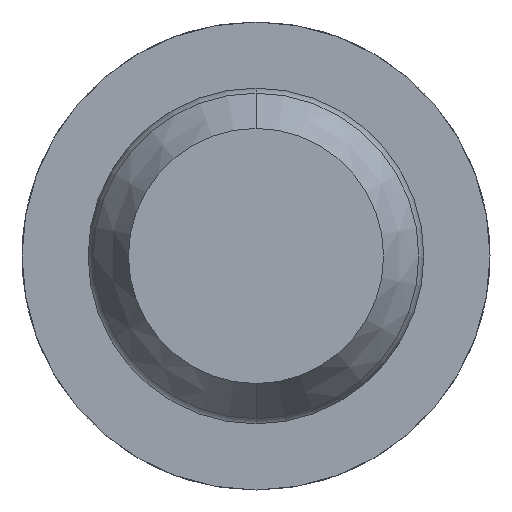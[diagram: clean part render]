
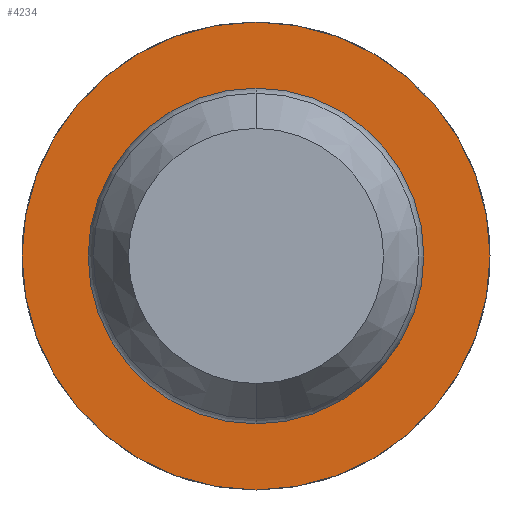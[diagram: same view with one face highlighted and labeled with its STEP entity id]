
A CAD part, front view. The second image highlights one B-rep face of the part: STEP entity #4234.
In plain terms, the highlighted planar face has unit normal (0, -1, 0).
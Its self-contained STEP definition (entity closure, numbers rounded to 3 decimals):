
#208 = DIRECTION ( 'NONE',  ( 0., 0., 1. ) ) ;
#394 = PLANE ( 'NONE',  #3002 ) ;
#486 = CIRCLE ( 'NONE', #1276, 0.825 ) ;
#528 = CARTESIAN_POINT ( 'NONE',  ( 0., -10., 0.825 ) ) ;
#529 = DIRECTION ( 'NONE',  ( 0., 0., 1. ) ) ;
#536 = DIRECTION ( 'NONE',  ( 0., 1., 0. ) ) ;
#611 = CARTESIAN_POINT ( 'NONE',  ( 0., -10., 0. ) ) ;
#635 = DIRECTION ( 'NONE',  ( 0., 1., 0. ) ) ;
#654 = CIRCLE ( 'NONE', #2981, 0.825 ) ;
#719 = VERTEX_POINT ( 'NONE', #4621 ) ;
#833 = VERTEX_POINT ( 'NONE', #1772 ) ;
#880 = CIRCLE ( 'NONE', #2706, 1.15 ) ;
#889 = CARTESIAN_POINT ( 'NONE',  ( 0., -10., 0. ) ) ;
#930 = DIRECTION ( 'NONE',  ( 0., 0., 1. ) ) ;
#938 = FACE_BOUND ( 'NONE', #2332, .T. ) ;
#1031 = EDGE_CURVE ( 'Defeature ausgef�hrt2_7+Defeature ausgef�hrt2_8+Defeature ausgef�hrt2_8+Defeature ausgef�hrt2_8', #4449, #1290, #654, .T. ) ;
#1095 = FACE_OUTER_BOUND ( 'NONE', #2167, .T. ) ;
#1101 = CARTESIAN_POINT ( 'NONE',  ( 0., -10., -0.825 ) ) ;
#1276 = AXIS2_PLACEMENT_3D ( 'NONE', #611, #1729, #208 ) ;
#1290 = VERTEX_POINT ( 'NONE', #1101 ) ;
#1371 = ORIENTED_EDGE ( 'NONE', *, *, #4082, .T. ) ;
#1512 = CARTESIAN_POINT ( 'NONE',  ( 1.15, -10., 0. ) ) ;
#1729 = DIRECTION ( 'NONE',  ( 0., 1., 0. ) ) ;
#1772 = CARTESIAN_POINT ( 'NONE',  ( 0., -10., 1.15 ) ) ;
#1872 = DIRECTION ( 'NONE',  ( 0., 0., 1. ) ) ;
#2128 = DIRECTION ( 'NONE',  ( 0., 0., 1. ) ) ;
#2167 = EDGE_LOOP ( 'NONE', ( #2740, #4339 ) ) ;
#2332 = EDGE_LOOP ( 'NONE', ( #4694, #1371 ) ) ;
#2576 = AXIS2_PLACEMENT_3D ( 'NONE', #2827, #635, #2128 ) ;
#2706 = AXIS2_PLACEMENT_3D ( 'NONE', #2796, #536, #930 ) ;
#2740 = ORIENTED_EDGE ( 'NONE', *, *, #4639, .F. ) ;
#2756 = DIRECTION ( 'NONE',  ( 0., 1., 0. ) ) ;
#2789 = EDGE_CURVE ( 'Defeature ausgef�hrt2_4+Defeature ausgef�hrt2_7+Defeature ausgef�hrt2_7+Defeature ausgef�hrt2_7', #719, #833, #4104, .T. ) ;
#2796 = CARTESIAN_POINT ( 'NONE',  ( 0., -10., 0. ) ) ;
#2827 = CARTESIAN_POINT ( 'NONE',  ( 0., -10., 0. ) ) ;
#2981 = AXIS2_PLACEMENT_3D ( 'NONE', #889, #2756, #529 ) ;
#3002 = AXIS2_PLACEMENT_3D ( 'NONE', #1512, #4363, #1872 ) ;
#4082 = EDGE_CURVE ( 'Defeature ausgef�hrt2_7+Defeature ausgef�hrt2_8+Defeature ausgef�hrt2_8+Defeature ausgef�hrt2_8', #1290, #4449, #486, .T. ) ;
#4104 = CIRCLE ( 'NONE', #2576, 1.15 ) ;
#4234 = ADVANCED_FACE ( 'Defeature ausgef�hrt2_7', ( #1095, #938 ), #394, .F. ) ;
#4339 = ORIENTED_EDGE ( 'NONE', *, *, #2789, .F. ) ;
#4363 = DIRECTION ( 'NONE',  ( 0., 1., 0. ) ) ;
#4449 = VERTEX_POINT ( 'NONE', #528 ) ;
#4621 = CARTESIAN_POINT ( 'NONE',  ( 0., -10., -1.15 ) ) ;
#4639 = EDGE_CURVE ( 'Defeature ausgef�hrt2_4+Defeature ausgef�hrt2_7+Defeature ausgef�hrt2_7+Defeature ausgef�hrt2_7', #833, #719, #880, .T. ) ;
#4694 = ORIENTED_EDGE ( 'NONE', *, *, #1031, .T. ) ;
